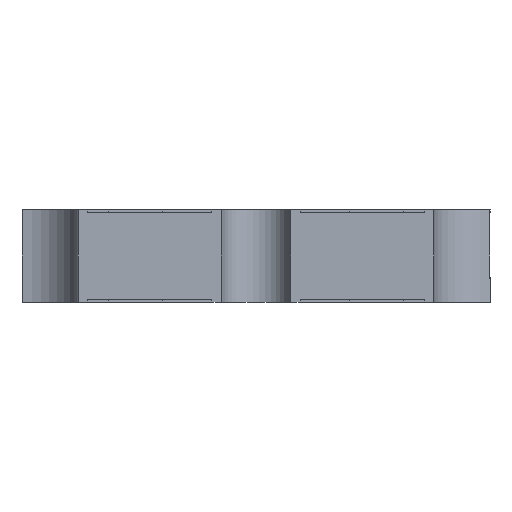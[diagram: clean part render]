
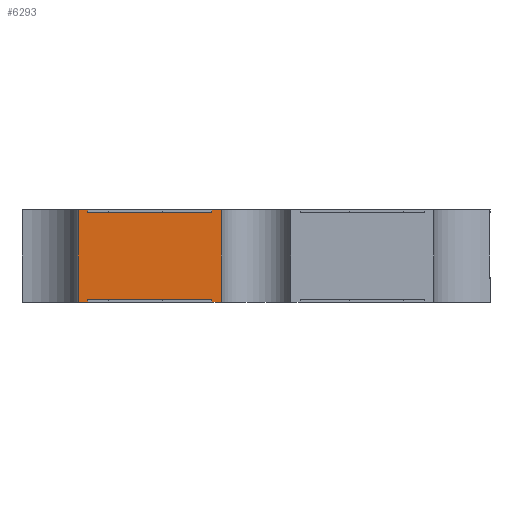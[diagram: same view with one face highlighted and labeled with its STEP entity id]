
A CAD part, left-side view. The second image highlights one B-rep face of the part: STEP entity #6293.
In plain terms, the highlighted planar face has unit normal (-1, 0, 0).
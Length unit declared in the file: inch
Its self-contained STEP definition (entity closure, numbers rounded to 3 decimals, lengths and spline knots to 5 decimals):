
#4 = LINE ( 'NONE', #20521, #15198 ) ;
#650 = LINE ( 'NONE', #9953, #13807 ) ;
#1038 = VERTEX_POINT ( 'NONE', #10243 ) ;
#1141 = ORIENTED_EDGE ( 'NONE', *, *, #7984, .T. ) ;
#1661 = ORIENTED_EDGE ( 'NONE', *, *, #14988, .T. ) ;
#1812 = EDGE_CURVE ( 'NONE', #15759, #6002, #8578, .T. ) ;
#1863 = VERTEX_POINT ( 'NONE', #8893 ) ;
#2010 = ORIENTED_EDGE ( 'NONE', *, *, #17718, .T. ) ;
#2126 = VERTEX_POINT ( 'NONE', #11890 ) ;
#2235 = ORIENTED_EDGE ( 'NONE', *, *, #1812, .T. ) ;
#2429 = CARTESIAN_POINT ( 'NONE',  ( -0.28, 0.1775, 0.069 ) ) ;
#2444 = VECTOR ( 'NONE', #4093, 39.37008 ) ;
#3573 = ORIENTED_EDGE ( 'NONE', *, *, #14081, .T. ) ;
#3847 = DIRECTION ( 'NONE',  ( 0., 0., 1. ) ) ;
#4093 = DIRECTION ( 'NONE',  ( 0., 0., -1. ) ) ;
#4113 = ORIENTED_EDGE ( 'NONE', *, *, #18382, .T. ) ;
#4213 = CARTESIAN_POINT ( 'NONE',  ( -0.28, 0.033, 0.002 ) ) ;
#4256 = CARTESIAN_POINT ( 'NONE',  ( -0.28, 0.02588, 0. ) ) ;
#4612 = DIRECTION ( 'NONE',  ( 0., 0., -1. ) ) ;
#5045 = DIRECTION ( 'NONE',  ( 0., 1., 0. ) ) ;
#5445 = EDGE_CURVE ( 'NONE', #17450, #2126, #18956, .T. ) ;
#5730 = VERTEX_POINT ( 'NONE', #6754 ) ;
#6002 = VERTEX_POINT ( 'NONE', #9270 ) ;
#6279 = DIRECTION ( 'NONE',  ( 0., -1., 0. ) ) ;
#6293 = ADVANCED_FACE ( 'NONE', ( #10338 ), #16950, .F. ) ;
#6545 = VECTOR ( 'NONE', #3847, 39.37008 ) ;
#6754 = CARTESIAN_POINT ( 'NONE',  ( -0.28, 0.126, 0. ) ) ;
#7860 = EDGE_CURVE ( 'NONE', #9000, #5730, #13314, .T. ) ;
#7984 = EDGE_CURVE ( 'NONE', #17450, #1863, #17720, .T. ) ;
#8498 = VECTOR ( 'NONE', #14957, 39.37008 ) ;
#8578 = LINE ( 'NONE', #19581, #8498 ) ;
#8711 = CARTESIAN_POINT ( 'NONE',  ( -0.28, 0.033, 0. ) ) ;
#8773 = DIRECTION ( 'NONE',  ( 1., 0., 0. ) ) ;
#8893 = CARTESIAN_POINT ( 'NONE',  ( -0.28, 0.033, 0.069 ) ) ;
#9000 = VERTEX_POINT ( 'NONE', #10400 ) ;
#9039 = VERTEX_POINT ( 'NONE', #16594 ) ;
#9270 = CARTESIAN_POINT ( 'NONE',  ( -0.28, 0.13307, 0. ) ) ;
#9658 = CARTESIAN_POINT ( 'NONE',  ( -0.28, 0.126, 0.002 ) ) ;
#9690 = ORIENTED_EDGE ( 'NONE', *, *, #17017, .T. ) ;
#9953 = CARTESIAN_POINT ( 'NONE',  ( -0.28, 0.02588, 0. ) ) ;
#10243 = CARTESIAN_POINT ( 'NONE',  ( -0.28, 0.126, 0.067 ) ) ;
#10338 = FACE_OUTER_BOUND ( 'NONE', #11104, .T. ) ;
#10351 = ORIENTED_EDGE ( 'NONE', *, *, #15223, .T. ) ;
#10400 = CARTESIAN_POINT ( 'NONE',  ( -0.28, 0.126, 0.002 ) ) ;
#10938 = LINE ( 'NONE', #4256, #14857 ) ;
#11014 = CARTESIAN_POINT ( 'NONE',  ( -0.28, 0.126, 0.067 ) ) ;
#11104 = EDGE_LOOP ( 'NONE', ( #20128, #3573, #1661, #10351, #2235, #4113, #17447, #12328, #2010, #9690, #13491, #1141 ) ) ;
#11113 = VECTOR ( 'NONE', #4612, 39.37008 ) ;
#11320 = LINE ( 'NONE', #12898, #14579 ) ;
#11876 = VECTOR ( 'NONE', #19712, 39.37008 ) ;
#11890 = CARTESIAN_POINT ( 'NONE',  ( -0.28, 0.02588, 0. ) ) ;
#12088 = LINE ( 'NONE', #18491, #6545 ) ;
#12147 = CARTESIAN_POINT ( 'NONE',  ( -0.28, 0.1775, 0.069 ) ) ;
#12328 = ORIENTED_EDGE ( 'NONE', *, *, #16794, .T. ) ;
#12596 = LINE ( 'NONE', #11014, #16173 ) ;
#12898 = CARTESIAN_POINT ( 'NONE',  ( -0.28, 0.1775, 0.067 ) ) ;
#13074 = VERTEX_POINT ( 'NONE', #13401 ) ;
#13314 = LINE ( 'NONE', #9658, #11876 ) ;
#13401 = CARTESIAN_POINT ( 'NONE',  ( -0.28, 0.126, 0.069 ) ) ;
#13444 = EDGE_CURVE ( 'NONE', #9039, #1863, #12088, .T. ) ;
#13491 = ORIENTED_EDGE ( 'NONE', *, *, #5445, .F. ) ;
#13617 = LINE ( 'NONE', #4213, #2444 ) ;
#13720 = DIRECTION ( 'NONE',  ( 0., 1., 0. ) ) ;
#13807 = VECTOR ( 'NONE', #14668, 39.37008 ) ;
#14081 = EDGE_CURVE ( 'NONE', #9039, #1038, #11320, .T. ) ;
#14579 = VECTOR ( 'NONE', #5045, 39.37008 ) ;
#14668 = DIRECTION ( 'NONE',  ( 0., -1., 0. ) ) ;
#14857 = VECTOR ( 'NONE', #15346, 39.37008 ) ;
#14896 = DIRECTION ( 'NONE',  ( 0., 1., 0. ) ) ;
#14957 = DIRECTION ( 'NONE',  ( 0., 0., -1. ) ) ;
#14988 = EDGE_CURVE ( 'NONE', #1038, #13074, #12596, .T. ) ;
#15198 = VECTOR ( 'NONE', #6279, 39.37008 ) ;
#15209 = VERTEX_POINT ( 'NONE', #8711 ) ;
#15223 = EDGE_CURVE ( 'NONE', #13074, #15759, #16765, .T. ) ;
#15346 = DIRECTION ( 'NONE',  ( 0., -1., 0. ) ) ;
#15759 = VERTEX_POINT ( 'NONE', #17365 ) ;
#15832 = CARTESIAN_POINT ( 'NONE',  ( -0.28, 0.02588, 0.069 ) ) ;
#15930 = CARTESIAN_POINT ( 'NONE',  ( -0.28, 0.033, 0.002 ) ) ;
#16173 = VECTOR ( 'NONE', #17409, 39.37008 ) ;
#16594 = CARTESIAN_POINT ( 'NONE',  ( -0.28, 0.033, 0.067 ) ) ;
#16765 = LINE ( 'NONE', #2429, #18857 ) ;
#16794 = EDGE_CURVE ( 'NONE', #9000, #18696, #4, .T. ) ;
#16833 = CARTESIAN_POINT ( 'NONE',  ( -0.28, 0.02588, 0.002 ) ) ;
#16950 = PLANE ( 'NONE',  #19784 ) ;
#17017 = EDGE_CURVE ( 'NONE', #15209, #2126, #10938, .T. ) ;
#17138 = DIRECTION ( 'NONE',  ( 0., 0., -1. ) ) ;
#17365 = CARTESIAN_POINT ( 'NONE',  ( -0.28, 0.13307, 0.069 ) ) ;
#17373 = CARTESIAN_POINT ( 'NONE',  ( -0.28, 0.02588, 0.002 ) ) ;
#17409 = DIRECTION ( 'NONE',  ( 0., 0., 1. ) ) ;
#17447 = ORIENTED_EDGE ( 'NONE', *, *, #7860, .F. ) ;
#17450 = VERTEX_POINT ( 'NONE', #15832 ) ;
#17533 = VECTOR ( 'NONE', #13720, 39.37008 ) ;
#17718 = EDGE_CURVE ( 'NONE', #18696, #15209, #13617, .T. ) ;
#17720 = LINE ( 'NONE', #12147, #17533 ) ;
#18382 = EDGE_CURVE ( 'NONE', #6002, #5730, #650, .T. ) ;
#18491 = CARTESIAN_POINT ( 'NONE',  ( -0.28, 0.033, 0.067 ) ) ;
#18696 = VERTEX_POINT ( 'NONE', #15930 ) ;
#18857 = VECTOR ( 'NONE', #14896, 39.37008 ) ;
#18956 = LINE ( 'NONE', #17373, #11113 ) ;
#19581 = CARTESIAN_POINT ( 'NONE',  ( -0.28, 0.13307, 0.002 ) ) ;
#19712 = DIRECTION ( 'NONE',  ( 0., 0., -1. ) ) ;
#19784 = AXIS2_PLACEMENT_3D ( 'NONE', #16833, #8773, #17138 ) ;
#20128 = ORIENTED_EDGE ( 'NONE', *, *, #13444, .F. ) ;
#20521 = CARTESIAN_POINT ( 'NONE',  ( -0.28, 0.033, 0.002 ) ) ;
